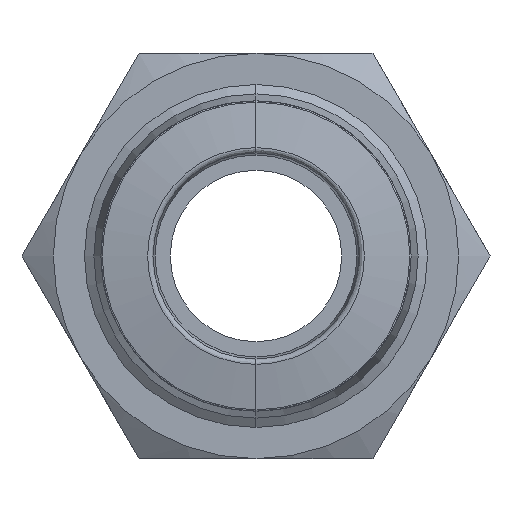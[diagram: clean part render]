
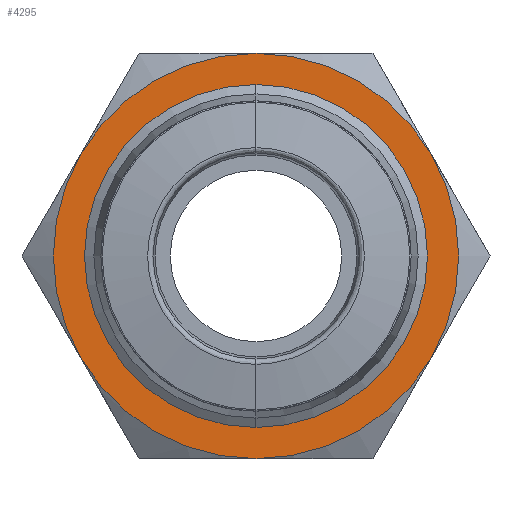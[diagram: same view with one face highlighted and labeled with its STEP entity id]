
A CAD part, front view. The second image highlights one B-rep face of the part: STEP entity #4295.
In plain terms, the highlighted planar face has unit normal (0, -1, 0).
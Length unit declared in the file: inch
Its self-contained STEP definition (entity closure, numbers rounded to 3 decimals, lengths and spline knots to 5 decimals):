
#25 = EDGE_CURVE ( 'NONE', #2807, #2742, #4142, .T. ) ;
#220 = DIRECTION ( 'NONE',  ( 0., -1., 0. ) ) ;
#419 = EDGE_CURVE ( 'NONE', #425, #3178, #2814, .T. ) ;
#425 = VERTEX_POINT ( 'NONE', #4229 ) ;
#506 = AXIS2_PLACEMENT_3D ( 'NONE', #758, #3745, #2339 ) ;
#741 = DIRECTION ( 'NONE',  ( 0., -1., 0. ) ) ;
#758 = CARTESIAN_POINT ( 'NONE',  ( 0., -0.25591, 0. ) ) ;
#767 = FACE_BOUND ( 'NONE', #3497, .T. ) ;
#793 = AXIS2_PLACEMENT_3D ( 'NONE', #2827, #741, #3177 ) ;
#856 = CIRCLE ( 'NONE', #506, 0.51181 ) ;
#859 = CARTESIAN_POINT ( 'NONE',  ( 0., -0.25591, 0. ) ) ;
#951 = EDGE_CURVE ( 'NONE', #2755, #2442, #856, .T. ) ;
#985 = FACE_OUTER_BOUND ( 'NONE', #1768, .T. ) ;
#1045 = CARTESIAN_POINT ( 'NONE',  ( -0.44324, -0.25591, 0.25591 ) ) ;
#1076 = AXIS2_PLACEMENT_3D ( 'NONE', #4000, #3990, #3982 ) ;
#1126 = DIRECTION ( 'NONE',  ( 0., -1., 0. ) ) ;
#1175 = CARTESIAN_POINT ( 'NONE',  ( 0., -0.25591, 0. ) ) ;
#1199 = DIRECTION ( 'NONE',  ( 0., 0., 1. ) ) ;
#1204 = DIRECTION ( 'NONE',  ( 0., -1., 0. ) ) ;
#1264 = ORIENTED_EDGE ( 'NONE', *, *, #3644, .F. ) ;
#1480 = DIRECTION ( 'NONE',  ( 0., 0., 1. ) ) ;
#1535 = DIRECTION ( 'NONE',  ( 0., 0., 1. ) ) ;
#1598 = CARTESIAN_POINT ( 'NONE',  ( 0., -0.25591, -0.51181 ) ) ;
#1688 = CARTESIAN_POINT ( 'NONE',  ( 0., -0.25591, 0.51181 ) ) ;
#1768 = EDGE_LOOP ( 'NONE', ( #4352, #2357, #1927, #3124, #2976, #2922 ) ) ;
#1778 = CARTESIAN_POINT ( 'NONE',  ( -0.44324, -0.25591, -0.25591 ) ) ;
#1880 = AXIS2_PLACEMENT_3D ( 'NONE', #2280, #220, #2633 ) ;
#1927 = ORIENTED_EDGE ( 'NONE', *, *, #951, .T. ) ;
#1959 = CIRCLE ( 'NONE', #793, 0.51181 ) ;
#1961 = CARTESIAN_POINT ( 'NONE',  ( 0.44324, -0.25591, -0.25591 ) ) ;
#2023 = CARTESIAN_POINT ( 'NONE',  ( 0., -0.25591, 0. ) ) ;
#2035 = EDGE_CURVE ( 'NONE', #2577, #2584, #3433, .T. ) ;
#2243 = CIRCLE ( 'NONE', #1880, 0.51181 ) ;
#2280 = CARTESIAN_POINT ( 'NONE',  ( 0., -0.25591, 0. ) ) ;
#2339 = DIRECTION ( 'NONE',  ( 0., 0., 1. ) ) ;
#2357 = ORIENTED_EDGE ( 'NONE', *, *, #2806, .T. ) ;
#2442 = VERTEX_POINT ( 'NONE', #1778 ) ;
#2483 = CARTESIAN_POINT ( 'NONE',  ( 0.44324, -0.25591, 0.25591 ) ) ;
#2484 = ORIENTED_EDGE ( 'NONE', *, *, #419, .F. ) ;
#2577 = VERTEX_POINT ( 'NONE', #1598 ) ;
#2584 = VERTEX_POINT ( 'NONE', #1961 ) ;
#2633 = DIRECTION ( 'NONE',  ( 0., 0., 1. ) ) ;
#2742 = VERTEX_POINT ( 'NONE', #1688 ) ;
#2755 = VERTEX_POINT ( 'NONE', #1045 ) ;
#2806 = EDGE_CURVE ( 'NONE', #2742, #2755, #1959, .T. ) ;
#2807 = VERTEX_POINT ( 'NONE', #2483 ) ;
#2814 = CIRCLE ( 'NONE', #1076, 0.43307 ) ;
#2827 = CARTESIAN_POINT ( 'NONE',  ( 0., -0.25591, 0. ) ) ;
#2922 = ORIENTED_EDGE ( 'NONE', *, *, #3069, .T. ) ;
#2969 = AXIS2_PLACEMENT_3D ( 'NONE', #3309, #1204, #3647 ) ;
#2976 = ORIENTED_EDGE ( 'NONE', *, *, #2035, .T. ) ;
#3069 = EDGE_CURVE ( 'NONE', #2584, #2807, #3750, .T. ) ;
#3124 = ORIENTED_EDGE ( 'NONE', *, *, #3761, .T. ) ;
#3177 = DIRECTION ( 'NONE',  ( 0., 0., 1. ) ) ;
#3178 = VERTEX_POINT ( 'NONE', #3268 ) ;
#3213 = AXIS2_PLACEMENT_3D ( 'NONE', #2023, #3882, #1480 ) ;
#3228 = CARTESIAN_POINT ( 'NONE',  ( 0., -0.25591, 0. ) ) ;
#3268 = CARTESIAN_POINT ( 'NONE',  ( 0., -0.25591, 0.43307 ) ) ;
#3304 = DIRECTION ( 'NONE',  ( 0., -1., 0. ) ) ;
#3309 = CARTESIAN_POINT ( 'NONE',  ( -0.47244, -0.25591, 0. ) ) ;
#3350 = CIRCLE ( 'NONE', #3591, 0.43307 ) ;
#3433 = CIRCLE ( 'NONE', #3649, 0.51181 ) ;
#3474 = AXIS2_PLACEMENT_3D ( 'NONE', #3228, #1126, #3564 ) ;
#3497 = EDGE_LOOP ( 'NONE', ( #1264, #2484 ) ) ;
#3564 = DIRECTION ( 'NONE',  ( 0., 0., 1. ) ) ;
#3591 = AXIS2_PLACEMENT_3D ( 'NONE', #1175, #3614, #1535 ) ;
#3614 = DIRECTION ( 'NONE',  ( 0., -1., 0. ) ) ;
#3644 = EDGE_CURVE ( 'NONE', #3178, #425, #3350, .T. ) ;
#3647 = DIRECTION ( 'NONE',  ( 0., 0., -1. ) ) ;
#3649 = AXIS2_PLACEMENT_3D ( 'NONE', #859, #3304, #1199 ) ;
#3745 = DIRECTION ( 'NONE',  ( 0., -1., 0. ) ) ;
#3750 = CIRCLE ( 'NONE', #3474, 0.51181 ) ;
#3761 = EDGE_CURVE ( 'NONE', #2442, #2577, #2243, .T. ) ;
#3882 = DIRECTION ( 'NONE',  ( 0., -1., 0. ) ) ;
#3982 = DIRECTION ( 'NONE',  ( 0., 0., 1. ) ) ;
#3984 = PLANE ( 'NONE',  #2969 ) ;
#3990 = DIRECTION ( 'NONE',  ( 0., -1., 0. ) ) ;
#4000 = CARTESIAN_POINT ( 'NONE',  ( 0., -0.25591, 0. ) ) ;
#4142 = CIRCLE ( 'NONE', #3213, 0.51181 ) ;
#4229 = CARTESIAN_POINT ( 'NONE',  ( 0., -0.25591, -0.43307 ) ) ;
#4295 = ADVANCED_FACE ( 'NONE', ( #767, #985 ), #3984, .T. ) ;
#4352 = ORIENTED_EDGE ( 'NONE', *, *, #25, .T. ) ;
